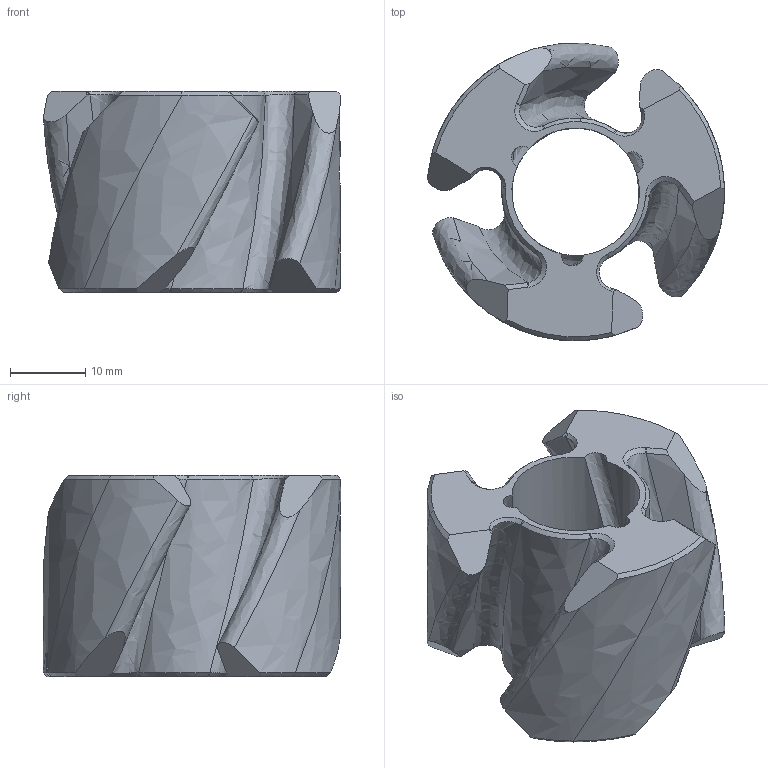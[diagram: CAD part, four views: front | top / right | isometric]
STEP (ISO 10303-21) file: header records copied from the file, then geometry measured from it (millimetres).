
FILE_DESCRIPTION(/* description */ (''),/* implementation_level */ '2;1');
FILE_NAME(/* name */ 'Maker''s Muse/Footage/2020/Easter Egg 2020/Final Puzzle Egg/Step Files/Top Rail.step',/* time_stamp */ '2020-04-02T00:33:06+11:00',/* author */ (''),/* organization */ (''),/* preprocessor_version */ 'ST-DEVELOPER v18',/* originating_system */ 'Autodesk Translation Framework v8.12.0.6',/* authorisation */ '');
FILE_SCHEMA (('AUTOMOTIVE_DESIGN { 1 0 10303 214 3 1 1 }'));
Length unit declared in the file: millimetre
Products named in the file (1): Center mount (1)
Bounding box: 39.6 x 39.69 x 26.83 mm (x, y, z)
Volume: 14020.1 mm3; surface area: 7402.5 mm2
Topology: 1 solids, 1 shells, 123 faces, 338 edges, 216 vertices
Faces by surface type: bspline 93, plane 23, cylinder 5, cone 2
Entity records: 6139 total; most frequent: CARTESIAN_POINT 3746, ORIENTED_EDGE 676, EDGE_CURVE 338, B_SPLINE_CURVE_WITH_KNOTS 241, VERTEX_POINT 216, DIRECTION 167, EDGE_LOOP 124, FACE_OUTER_BOUND 123
